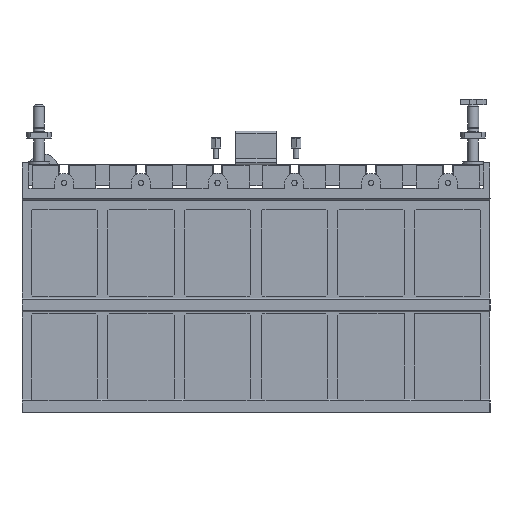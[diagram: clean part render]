
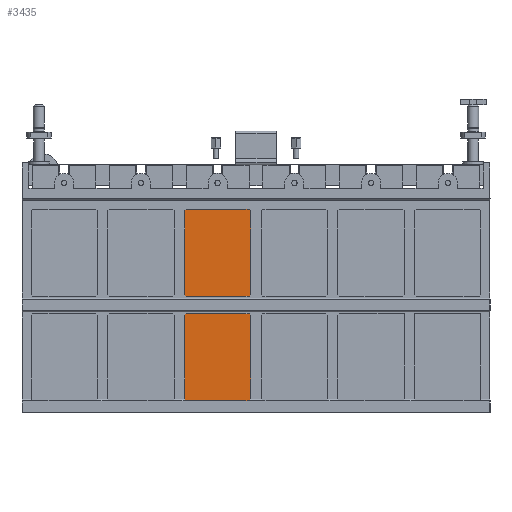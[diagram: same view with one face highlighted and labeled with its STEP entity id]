
A CAD part, front view. The second image highlights one B-rep face of the part: STEP entity #3435.
In plain terms, the highlighted face is planar.
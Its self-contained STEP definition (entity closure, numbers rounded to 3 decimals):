
#3435=ADVANCED_FACE('',(#4942),#4282,.F.);
#4282=PLANE('',#19196);
#4942=FACE_OUTER_BOUND('',#5706,.T.);
#5706=EDGE_LOOP('',(#6724,#6725,#6726,#6727));
#6724=ORIENTED_EDGE('',*,*,#12942,.F.);
#6725=ORIENTED_EDGE('',*,*,#12943,.F.);
#6726=ORIENTED_EDGE('',*,*,#12944,.F.);
#6727=ORIENTED_EDGE('',*,*,#12945,.F.);
#11382=VERTEX_POINT('',#24726);
#11383=VERTEX_POINT('',#24727);
#11384=VERTEX_POINT('',#24729);
#11385=VERTEX_POINT('',#24731);
#12942=EDGE_CURVE('',#11382,#11383,#15279,.T.);
#12943=EDGE_CURVE('',#11384,#11382,#15280,.T.);
#12944=EDGE_CURVE('',#11385,#11384,#15281,.T.);
#12945=EDGE_CURVE('',#11383,#11385,#15282,.T.);
#15279=LINE('',#24725,#17231);
#15280=LINE('',#24728,#17232);
#15281=LINE('',#24730,#17233);
#15282=LINE('',#24732,#17234);
#17231=VECTOR('',#20396,1.);
#17232=VECTOR('',#20397,1.);
#17233=VECTOR('',#20398,1.);
#17234=VECTOR('',#20399,1.);
#19196=AXIS2_PLACEMENT_3D('',#24733,#20400,#20401);
#20396=DIRECTION('',(0.,0.,-1.));
#20397=DIRECTION('',(0.,-1.,0.));
#20398=DIRECTION('',(0.,0.,1.));
#20399=DIRECTION('',(0.,1.,0.));
#20400=DIRECTION('',(1.,0.,0.));
#20401=DIRECTION('',(0.,1.,0.));
#24725=CARTESIAN_POINT('',(0.,0.,62.5));
#24726=CARTESIAN_POINT('',(0.,0.,125.));
#24727=CARTESIAN_POINT('',(0.,0.,0.));
#24728=CARTESIAN_POINT('',(0.,21.5,125.));
#24729=CARTESIAN_POINT('',(0.,43.,125.));
#24730=CARTESIAN_POINT('',(0.,43.,62.5));
#24731=CARTESIAN_POINT('',(0.,43.,0.));
#24732=CARTESIAN_POINT('',(0.,21.5,0.));
#24733=CARTESIAN_POINT('',(0.,0.,0.));
